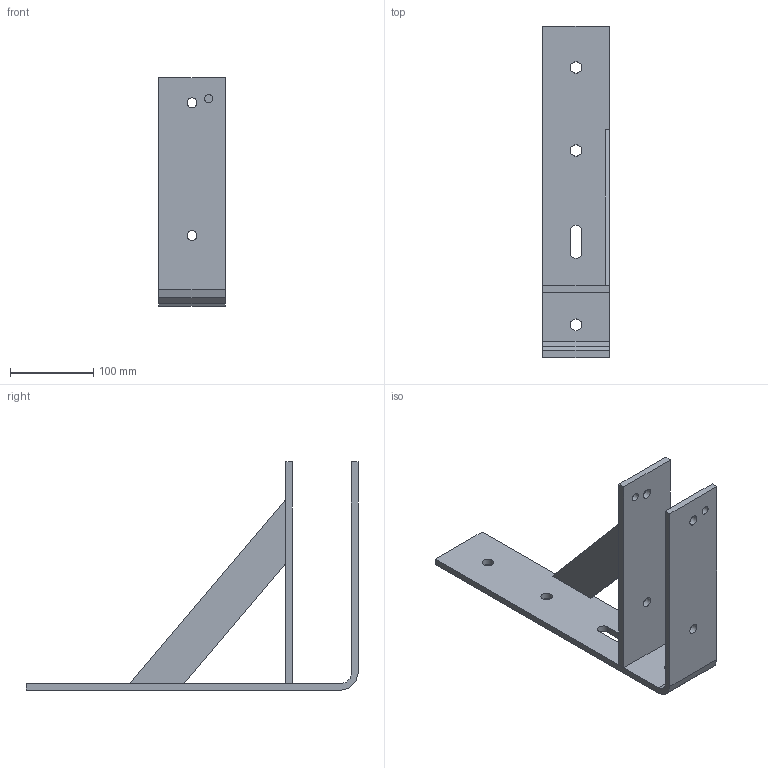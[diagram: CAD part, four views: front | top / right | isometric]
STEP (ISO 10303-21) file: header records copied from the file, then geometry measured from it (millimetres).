
FILE_DESCRIPTION(('Open CASCADE Model'),'2;1');
FILE_NAME('Open CASCADE Shape Model','2024-12-09T07:03:35',('Author'),( 'Open CASCADE'),'Open CASCADE STEP processor 7.3','Open CASCADE 7.3' ,'Unknown');
FILE_SCHEMA(('AUTOMOTIVE_DESIGN { 1 0 10303 214 1 1 1 1 }'));
Length unit declared in the file: millimetre
Products named in the file (5): product-33d04e91-118b-4d08-b6ee-cfcdf17c504d-body 1; product-33d04e91-118b-4d08-b6ee-cfcdf17c504d-body 1.1; product-33d04e91-118b-4d08-b6ee-cfcdf17c504d-body 1.1.1; product-ae906ae2-c11d-49ca-9020-44a2de8f6918-body 2; product-1f33826a-8aca-4f15-8b6c-b1c7dc2f68d1-body 3
Assembly tree (2 placements, depth 3):
  product-33d04e91-118b-4d08-b6ee-cfcdf17c504d-body 1
    product-33d04e91-118b-4d08-b6ee-cfcdf17c504d-body 1.1
      product-33d04e91-118b-4d08-b6ee-cfcdf17c504d-body 1.1.1
  product-ae906ae2-c11d-49ca-9020-44a2de8f6918-body 2
  product-1f33826a-8aca-4f15-8b6c-b1c7dc2f68d1-body 3
Bounding box: 80 x 400 x 275 mm (x, y, z)
Volume: 640004.7 mm3; surface area: 193174.4 mm2
Topology: 3 solids, 3 shells, 39 faces, 99 edges, 66 vertices
Faces by surface type: plane 28, cylinder 11
Full cylindrical faces by diameter (mm): 10 x2, 12 x4, 14 x3
Entity records: 2553 total; most frequent: CARTESIAN_POINT 515, DIRECTION 348, LINE 209, VECTOR 209, ORIENTED_EDGE 198, PCURVE 198, DEFINITIONAL_REPRESENTATION 198, EDGE_CURVE 99
